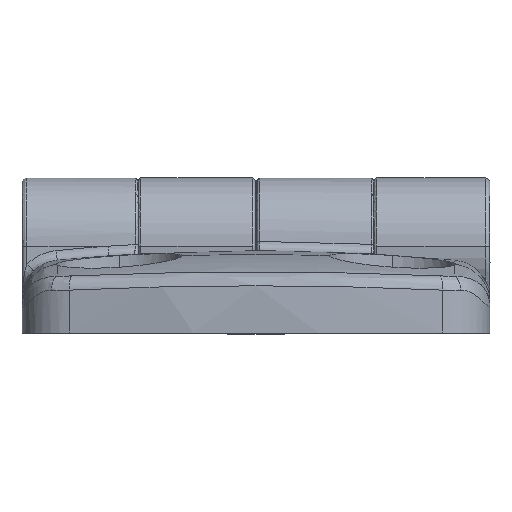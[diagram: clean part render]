
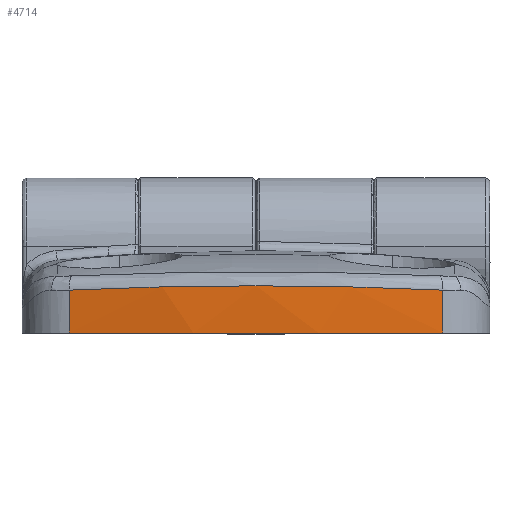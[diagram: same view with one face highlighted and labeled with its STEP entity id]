
A CAD part, top view. The second image highlights one B-rep face of the part: STEP entity #4714.
In plain terms, the highlighted cylindrical face has radius 100 mm (diameter 200 mm), a partial arc.
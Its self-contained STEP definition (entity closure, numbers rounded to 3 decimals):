
#184 = EDGE_CURVE ( 'NONE', #2093, #6142, #6404, .T. ) ;
#234 = EDGE_CURVE ( 'NONE', #11212, #15727, #8714, .T. ) ;
#263 = EDGE_CURVE ( 'NONE', #2093, #11212, #12357, .T. ) ;
#780 = CARTESIAN_POINT ( 'NONE',  ( 9.696, 4.732, 29.029 ) ) ;
#825 = CARTESIAN_POINT ( 'NONE',  ( 19.149, 8.5, 27.649 ) ) ;
#872 = DIRECTION ( 'NONE',  ( 0., 1., 0. ) ) ;
#927 = CARTESIAN_POINT ( 'NONE',  ( 10.312, 4.718, 28.967 ) ) ;
#939 = AXIS2_PLACEMENT_3D ( 'NONE', #3820, #12783, #2154 ) ;
#946 = EDGE_CURVE ( 'NONE', #6142, #8753, #15151, .T. ) ;
#1321 = CARTESIAN_POINT ( 'NONE',  ( -19.149, 4.401, 27.65 ) ) ;
#1809 = DIRECTION ( 'NONE',  ( 0., 0., -1. ) ) ;
#2093 = VERTEX_POINT ( 'NONE', #13981 ) ;
#2154 = DIRECTION ( 'NONE',  ( 0., 0., -1. ) ) ;
#2385 = ORIENTED_EDGE ( 'NONE', *, *, #234, .F. ) ;
#2608 = CARTESIAN_POINT ( 'NONE',  ( 0., 4.84, 29.5 ) ) ;
#2718 = CARTESIAN_POINT ( 'NONE',  ( -5.618, 4.805, 29.345 ) ) ;
#2871 = FACE_OUTER_BOUND ( 'NONE', #14872, .T. ) ;
#3082 = CARTESIAN_POINT ( 'NONE',  ( -19.149, 0., 27.649 ) ) ;
#3724 = CARTESIAN_POINT ( 'NONE',  ( 9.953, 4.726, 29.004 ) ) ;
#3805 = CARTESIAN_POINT ( 'NONE',  ( 0., 0., -70.5 ) ) ;
#3820 = CARTESIAN_POINT ( 'NONE',  ( 0., 8.5, -70.5 ) ) ;
#4080 = CARTESIAN_POINT ( 'NONE',  ( -8.198, 4.764, 29.165 ) ) ;
#4549 = ORIENTED_EDGE ( 'NONE', *, *, #184, .T. ) ;
#4714 = ADVANCED_FACE ( 'NONE', ( #2871 ), #7940, .T. ) ;
#4893 = CARTESIAN_POINT ( 'NONE',  ( 11.639, 4.684, 28.821 ) ) ;
#5471 = CARTESIAN_POINT ( 'NONE',  ( -1.616, 4.84, 29.5 ) ) ;
#5529 = CARTESIAN_POINT ( 'NONE',  ( -9.233, 4.742, 29.073 ) ) ;
#6142 = VERTEX_POINT ( 'NONE', #7769 ) ;
#6291 = CARTESIAN_POINT ( 'NONE',  ( 17.613, 4.475, 27.949 ) ) ;
#6404 = LINE ( 'NONE', #825, #9333 ) ;
#6591 = CARTESIAN_POINT ( 'NONE',  ( 9.799, 4.73, 29.019 ) ) ;
#6891 = CARTESIAN_POINT ( 'NONE',  ( -9.479, 4.737, 29.05 ) ) ;
#7091 = ORIENTED_EDGE ( 'NONE', *, *, #10772, .T. ) ;
#7508 = ORIENTED_EDGE ( 'NONE', *, *, #263, .F. ) ;
#7769 = CARTESIAN_POINT ( 'NONE',  ( 19.149, 4.401, 27.65 ) ) ;
#7940 = CYLINDRICAL_SURFACE ( 'NONE', #939, 100. ) ;
#8019 = ORIENTED_EDGE ( 'NONE', *, *, #946, .T. ) ;
#8266 = CARTESIAN_POINT ( 'NONE',  ( -9.552, 4.735, 29.043 ) ) ;
#8714 = LINE ( 'NONE', #10196, #10077 ) ;
#8753 = VERTEX_POINT ( 'NONE', #11850 ) ;
#9333 = VECTOR ( 'NONE', #872, 1000. ) ;
#9591 = CARTESIAN_POINT ( 'NONE',  ( -16.072, 4.55, 28.25 ) ) ;
#10077 = VECTOR ( 'NONE', #12519, 1000. ) ;
#10196 = CARTESIAN_POINT ( 'NONE',  ( -19.149, 16.02, 27.649 ) ) ;
#10250 = DIRECTION ( 'NONE',  ( 0., -1., 0. ) ) ;
#10390 = CARTESIAN_POINT ( 'NONE',  ( 11.029, 4.7, 28.891 ) ) ;
#10489 = CARTESIAN_POINT ( 'NONE',  ( 12.854, 4.649, 28.674 ) ) ;
#10742 = CARTESIAN_POINT ( 'NONE',  ( -3.223, 4.832, 29.461 ) ) ;
#10772 = EDGE_CURVE ( 'NONE', #8753, #15727, #11284, .T. ) ;
#11121 = CARTESIAN_POINT ( 'NONE',  ( 19.149, 4.401, 27.65 ) ) ;
#11174 = CARTESIAN_POINT ( 'NONE',  ( 13.658, 4.624, 28.566 ) ) ;
#11212 = VERTEX_POINT ( 'NONE', #3082 ) ;
#11284 = B_SPLINE_CURVE_WITH_KNOTS ( 'NONE', 3,
 ( #2608, #5471, #10742, #2718, #11867, #4080, #12999, #5529, #14131, #6891, #15239, #8266, #16343, #9591, #1321 ),
 .UNSPECIFIED., .F., .F.,
 ( 4, 2, 1, 1, 1, 1, 1, 2, 2, 4 ),
 ( 0., 0.25, 0.375, 0.437, 0.469, 0.484, 0.492, 0.496, 0.5, 1. ),
 .UNSPECIFIED. ) ;
#11456 = CARTESIAN_POINT ( 'NONE',  ( 3.237, 4.84, 29.5 ) ) ;
#11850 = CARTESIAN_POINT ( 'NONE',  ( 0., 4.84, 29.5 ) ) ;
#11867 = CARTESIAN_POINT ( 'NONE',  ( -6.812, 4.789, 29.273 ) ) ;
#12233 = CARTESIAN_POINT ( 'NONE',  ( 9.642, 4.733, 29.034 ) ) ;
#12357 = CIRCLE ( 'NONE', #16068, 100. ) ;
#12508 = CARTESIAN_POINT ( 'NONE',  ( -19.149, 4.401, 27.65 ) ) ;
#12519 = DIRECTION ( 'NONE',  ( 0., 1., 0. ) ) ;
#12783 = DIRECTION ( 'NONE',  ( 0., -1., 0. ) ) ;
#12999 = CARTESIAN_POINT ( 'NONE',  ( -8.888, 4.75, 29.105 ) ) ;
#13830 = CARTESIAN_POINT ( 'NONE',  ( 16.047, 4.54, 28.217 ) ) ;
#13981 = CARTESIAN_POINT ( 'NONE',  ( 19.149, 0., 27.649 ) ) ;
#14131 = CARTESIAN_POINT ( 'NONE',  ( -9.406, 4.739, 29.057 ) ) ;
#14872 = EDGE_LOOP ( 'NONE', ( #8019, #7091, #2385, #7508, #4549 ) ) ;
#15151 = B_SPLINE_CURVE_WITH_KNOTS ( 'NONE', 3,
 ( #11121, #6291, #13830, #11174, #10489, #4893, #10390, #927, #3724, #6591, #780, #12233, #16032, #11456, #15928 ),
 .UNSPECIFIED., .F., .F.,
 ( 4, 2, 2, 1, 1, 1, 2, 2, 4 ),
 ( 0., 0.25, 0.375, 0.438, 0.469, 0.484, 0.492, 0.5, 1. ),
 .UNSPECIFIED. ) ;
#15239 = CARTESIAN_POINT ( 'NONE',  ( -9.529, 4.736, 29.045 ) ) ;
#15727 = VERTEX_POINT ( 'NONE', #12508 ) ;
#15928 = CARTESIAN_POINT ( 'NONE',  ( 0., 4.84, 29.5 ) ) ;
#16032 = CARTESIAN_POINT ( 'NONE',  ( 6.439, 4.805, 29.343 ) ) ;
#16068 = AXIS2_PLACEMENT_3D ( 'NONE', #3805, #10250, #1809 ) ;
#16343 = CARTESIAN_POINT ( 'NONE',  ( -12.878, 4.661, 28.723 ) ) ;
